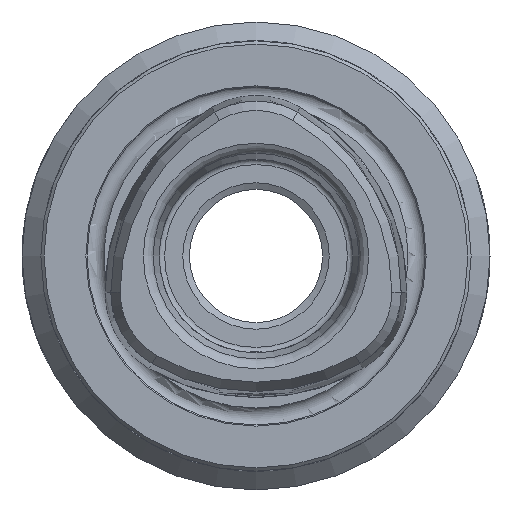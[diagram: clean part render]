
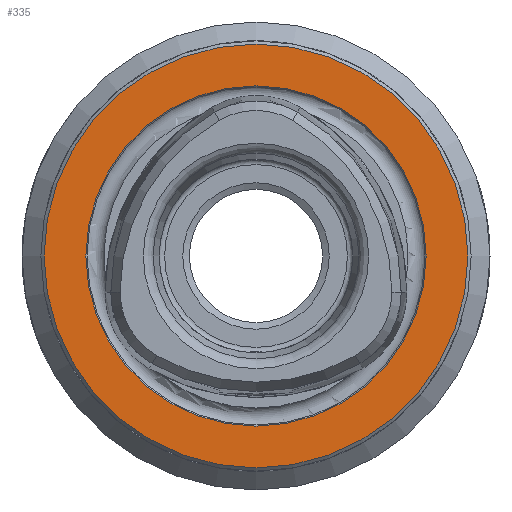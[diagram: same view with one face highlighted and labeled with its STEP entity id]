
A CAD part, left-side view. The second image highlights one B-rep face of the part: STEP entity #335.
In plain terms, the highlighted planar face has unit normal (-1, 0, 0).
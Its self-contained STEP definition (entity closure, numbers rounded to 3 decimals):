
#335 = ADVANCED_FACE( '', ( #713, #714 ), #715, .T. );
#713 = FACE_OUTER_BOUND( '', #1085, .T. );
#714 = FACE_BOUND( '', #1086, .T. );
#715 = PLANE( '', #1087 );
#1085 = EDGE_LOOP( '', ( #1917 ) );
#1086 = EDGE_LOOP( '', ( #1918 ) );
#1087 = AXIS2_PLACEMENT_3D( '', #1919, #1920, #1921 );
#1917 = ORIENTED_EDGE( '', *, *, #2209, .T. );
#1918 = ORIENTED_EDGE( '', *, *, #2237, .F. );
#1919 = CARTESIAN_POINT( '', ( 0., 0., 15.5 ) );
#1920 = DIRECTION( '', ( -1., 0., 0. ) );
#1921 = DIRECTION( '', ( 0., 0., 1. ) );
#2209 = EDGE_CURVE( '', #2661, #2661, #2662, .T. );
#2237 = EDGE_CURVE( '', #2691, #2691, #2692, .T. );
#2661 = VERTEX_POINT( '', #3946 );
#2662 = CIRCLE( '', #3947, 19.7 );
#2691 = VERTEX_POINT( '', #3980 );
#2692 = CIRCLE( '', #3981, 15.814 );
#3946 = CARTESIAN_POINT( '', ( 0., 0., 19.7 ) );
#3947 = AXIS2_PLACEMENT_3D( '', #4286, #4287, #4288 );
#3980 = CARTESIAN_POINT( '', ( 0., 0., 15.814 ) );
#3981 = AXIS2_PLACEMENT_3D( '', #4305, #4306, #4307 );
#4286 = CARTESIAN_POINT( '', ( 0., 0., 0. ) );
#4287 = DIRECTION( '', ( -1., 0., 0. ) );
#4288 = DIRECTION( '', ( 0., 0., 1. ) );
#4305 = CARTESIAN_POINT( '', ( 0., 0., 0. ) );
#4306 = DIRECTION( '', ( -1., 0., 0. ) );
#4307 = DIRECTION( '', ( 0., 0., 1. ) );
